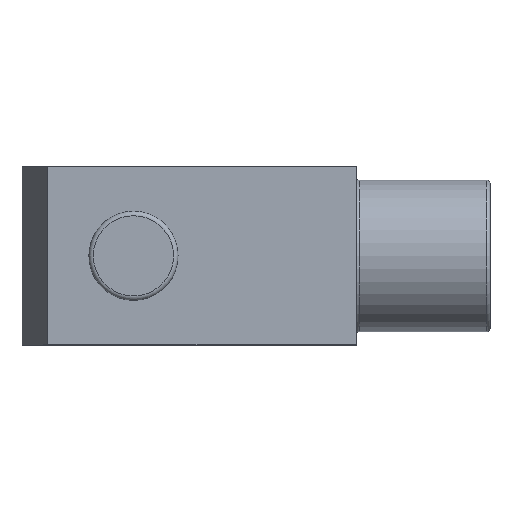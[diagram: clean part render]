
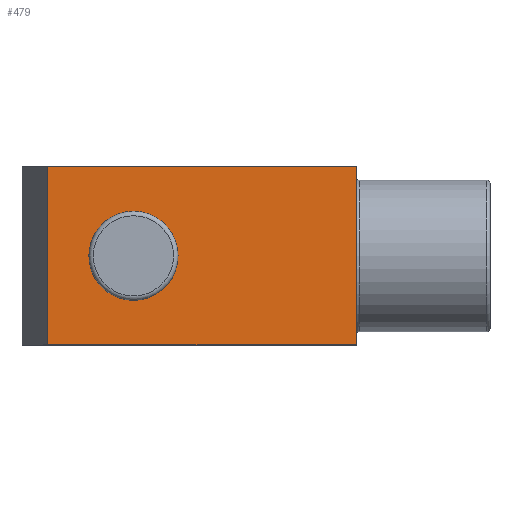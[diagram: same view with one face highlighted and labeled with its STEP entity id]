
A CAD part, top view. The second image highlights one B-rep face of the part: STEP entity #479.
In plain terms, the highlighted planar face has unit normal (0, 0, 1).
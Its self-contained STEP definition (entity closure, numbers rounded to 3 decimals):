
#117=VECTOR('',#627,1.);
#122=VECTOR('',#633,1.);
#125=VECTOR('',#638,1.);
#126=VECTOR('',#640,1.);
#150=LINE('',#743,#117);
#155=LINE('',#753,#122);
#158=LINE('',#759,#125);
#159=LINE('',#761,#126);
#185=VERTEX_POINT('',#707);
#187=VERTEX_POINT('',#711);
#194=VERTEX_POINT('',#742);
#195=VERTEX_POINT('',#744);
#198=VERTEX_POINT('',#752);
#199=VERTEX_POINT('',#754);
#212=CIRCLE('',#504,10.);
#213=CIRCLE('',#505,10.);
#254=EDGE_CURVE('',#185,#187,#212,.T.);
#255=EDGE_CURVE('',#187,#185,#213,.T.);
#270=EDGE_CURVE('',#194,#195,#150,.T.);
#275=EDGE_CURVE('',#199,#198,#155,.T.);
#278=EDGE_CURVE('',#195,#198,#158,.T.);
#279=EDGE_CURVE('',#194,#199,#159,.T.);
#384=ORIENTED_EDGE('',*,*,#254,.F.);
#385=ORIENTED_EDGE('',*,*,#255,.F.);
#386=ORIENTED_EDGE('',*,*,#275,.T.);
#387=ORIENTED_EDGE('',*,*,#278,.F.);
#388=ORIENTED_EDGE('',*,*,#270,.F.);
#389=ORIENTED_EDGE('',*,*,#279,.T.);
#422=EDGE_LOOP('',(#384,#385));
#423=EDGE_LOOP('',(#386,#387,#388,#389));
#453=FACE_BOUND('',#422,.T.);
#454=FACE_BOUND('',#423,.T.);
#479=ADVANCED_FACE('',(#453,#454),#777,.F.);
#504=AXIS2_PLACEMENT_3D('',#710,#587,#588);
#505=AXIS2_PLACEMENT_3D('',#712,#589,#590);
#527=AXIS2_PLACEMENT_3D('',#760,#639,$);
#587=DIRECTION('',(0.,0.,1.));
#588=DIRECTION('',(-10.,0.,0.));
#589=DIRECTION('',(0.,0.,1.));
#590=DIRECTION('',(-10.,0.,0.));
#627=DIRECTION('',(1.,0.,0.));
#633=DIRECTION('',(1.,0.,0.));
#638=DIRECTION('',(0.,-1.,0.));
#639=DIRECTION('',(0.,0.,-1.));
#640=DIRECTION('',(0.,-1.,0.));
#707=CARTESIAN_POINT('',(10.,0.,20.));
#710=CARTESIAN_POINT('',(0.,0.,20.));
#711=CARTESIAN_POINT('',(-10.,0.,20.));
#712=CARTESIAN_POINT('',(0.,0.,20.));
#742=CARTESIAN_POINT('',(-19.226,20.,20.));
#743=CARTESIAN_POINT('',(-19.226,20.,20.));
#744=CARTESIAN_POINT('',(50.,20.,20.));
#752=CARTESIAN_POINT('',(50.,-20.,20.));
#753=CARTESIAN_POINT('',(-19.226,-20.,20.));
#754=CARTESIAN_POINT('',(-19.226,-20.,20.));
#759=CARTESIAN_POINT('',(50.,20.,20.));
#760=CARTESIAN_POINT('',(-19.226,20.,20.));
#761=CARTESIAN_POINT('',(-19.226,20.,20.));
#777=PLANE('',#527);
